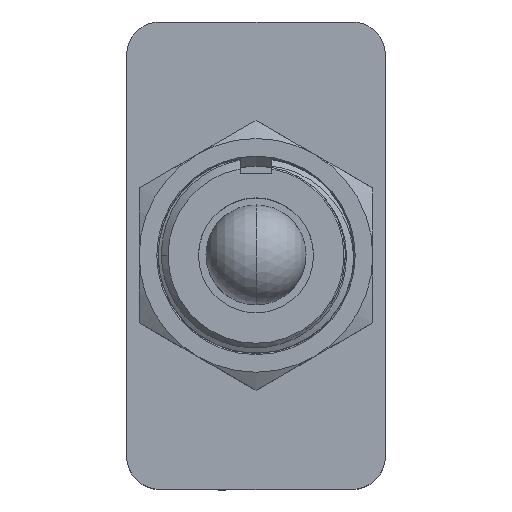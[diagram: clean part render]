
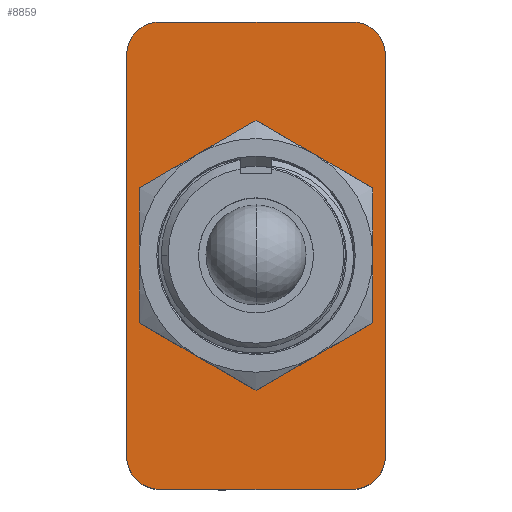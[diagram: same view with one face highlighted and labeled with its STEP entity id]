
A CAD part, top view. The second image highlights one B-rep face of the part: STEP entity #8859.
In plain terms, the highlighted planar face has unit normal (0, 0, 1).
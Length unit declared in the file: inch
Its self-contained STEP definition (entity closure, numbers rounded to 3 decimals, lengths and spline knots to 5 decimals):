
#98 = DIRECTION ( 'NONE',  ( -1., 0., 0. ) ) ;
#440 = ORIENTED_EDGE ( 'NONE', *, *, #7574, .F. ) ;
#580 = ORIENTED_EDGE ( 'NONE', *, *, #2746, .F. ) ;
#849 = AXIS2_PLACEMENT_3D ( 'NONE', #7243, #23250, #22958 ) ;
#1468 = CARTESIAN_POINT ( 'NONE',  ( 0.23126, -0.84636, 0.28636 ) ) ;
#1502 = VECTOR ( 'NONE', #25177, 39.37008 ) ;
#1529 = EDGE_CURVE ( 'NONE', #3074, #10459, #17835, .T. ) ;
#2320 = ORIENTED_EDGE ( 'NONE', *, *, #7859, .F. ) ;
#2561 = DIRECTION ( 'NONE',  ( 0., 0., 1. ) ) ;
#2746 = EDGE_CURVE ( 'NONE', #4226, #25713, #21682, .T. ) ;
#2848 = CARTESIAN_POINT ( 'NONE',  ( -0.31, 0.1949, 0.28636 ) ) ;
#2993 = EDGE_CURVE ( 'NONE', #25713, #6953, #7576, .T. ) ;
#3057 = AXIS2_PLACEMENT_3D ( 'NONE', #7080, #18175, #6279 ) ;
#3074 = VERTEX_POINT ( 'NONE', #2848 ) ;
#3336 = CARTESIAN_POINT ( 'NONE',  ( 0.31, -0.76762, 0.28636 ) ) ;
#4226 = VERTEX_POINT ( 'NONE', #22355 ) ;
#4404 = EDGE_CURVE ( 'NONE', #6953, #5077, #14257, .T. ) ;
#4504 = AXIS2_PLACEMENT_3D ( 'NONE', #20404, #2561, #9285 ) ;
#5077 = VERTEX_POINT ( 'NONE', #1468 ) ;
#6279 = DIRECTION ( 'NONE',  ( -1., 0., 0. ) ) ;
#6739 = LINE ( 'NONE', #27776, #22560 ) ;
#6820 = DIRECTION ( 'NONE',  ( 0., 0., -1. ) ) ;
#6843 = LINE ( 'NONE', #27859, #15650 ) ;
#6953 = VERTEX_POINT ( 'NONE', #3336 ) ;
#7080 = CARTESIAN_POINT ( 'NONE',  ( 0.23126, -0.76762, 0.28636 ) ) ;
#7243 = CARTESIAN_POINT ( 'NONE',  ( 0., -0.28636, 0.28636 ) ) ;
#7293 = ORIENTED_EDGE ( 'NONE', *, *, #1529, .F. ) ;
#7393 = CIRCLE ( 'NONE', #849, 0.23438 ) ;
#7574 = EDGE_CURVE ( 'NONE', #12253, #16737, #16351, .T. ) ;
#7576 = LINE ( 'NONE', #18888, #22715 ) ;
#7859 = EDGE_CURVE ( 'NONE', #10459, #4226, #20200, .T. ) ;
#8859 = ADVANCED_FACE ( 'NONE', ( #23379, #18110 ), #22758, .T. ) ;
#9285 = DIRECTION ( 'NONE',  ( 1., 0., 0. ) ) ;
#9442 = CARTESIAN_POINT ( 'NONE',  ( 0.23126, 0.27364, 0.28636 ) ) ;
#9586 = AXIS2_PLACEMENT_3D ( 'NONE', #24526, #6820, #29069 ) ;
#9780 = ORIENTED_EDGE ( 'NONE', *, *, #18079, .F. ) ;
#10053 = CARTESIAN_POINT ( 'NONE',  ( -0.31, -0.76762, 0.28636 ) ) ;
#10459 = VERTEX_POINT ( 'NONE', #27377 ) ;
#10758 = EDGE_CURVE ( 'NONE', #5077, #12253, #6843, .T. ) ;
#11347 = DIRECTION ( 'NONE',  ( 0., 0., -1. ) ) ;
#11498 = VERTEX_POINT ( 'NONE', #25789 ) ;
#11921 = DIRECTION ( 'NONE',  ( 0., -1., 0. ) ) ;
#12253 = VERTEX_POINT ( 'NONE', #15967 ) ;
#12438 = DIRECTION ( 'NONE',  ( 0., 0., -1. ) ) ;
#13464 = EDGE_LOOP ( 'NONE', ( #23563, #21433 ) ) ;
#13829 = AXIS2_PLACEMENT_3D ( 'NONE', #22580, #18330, #18138 ) ;
#14257 = CIRCLE ( 'NONE', #3057, 0.07874 ) ;
#14317 = CARTESIAN_POINT ( 'NONE',  ( -0.23126, 0.1949, 0.28636 ) ) ;
#15650 = VECTOR ( 'NONE', #20883, 39.37008 ) ;
#15967 = CARTESIAN_POINT ( 'NONE',  ( -0.23126, -0.84636, 0.28636 ) ) ;
#16141 = ORIENTED_EDGE ( 'NONE', *, *, #10758, .F. ) ;
#16351 = CIRCLE ( 'NONE', #9586, 0.07874 ) ;
#16665 = CIRCLE ( 'NONE', #28510, 0.23438 ) ;
#16737 = VERTEX_POINT ( 'NONE', #10053 ) ;
#17545 = EDGE_LOOP ( 'NONE', ( #580, #2320, #7293, #9780, #440, #16141, #21101, #27711 ) ) ;
#17835 = CIRCLE ( 'NONE', #22868, 0.07874 ) ;
#18079 = EDGE_CURVE ( 'NONE', #16737, #3074, #6739, .T. ) ;
#18110 = FACE_OUTER_BOUND ( 'NONE', #17545, .T. ) ;
#18138 = DIRECTION ( 'NONE',  ( 1., 0., 0. ) ) ;
#18175 = DIRECTION ( 'NONE',  ( 0., 0., -1. ) ) ;
#18330 = DIRECTION ( 'NONE',  ( 0., 0., -1. ) ) ;
#18888 = CARTESIAN_POINT ( 'NONE',  ( 0.31, 0.1949, 0.28636 ) ) ;
#19217 = DIRECTION ( 'NONE',  ( -1., 0., 0. ) ) ;
#20009 = EDGE_CURVE ( 'NONE', #11498, #28330, #7393, .T. ) ;
#20200 = LINE ( 'NONE', #9442, #1502 ) ;
#20303 = CARTESIAN_POINT ( 'NONE',  ( 0., -0.28636, 0.28636 ) ) ;
#20404 = CARTESIAN_POINT ( 'NONE',  ( 0.23126, 0.1949, 0.28636 ) ) ;
#20883 = DIRECTION ( 'NONE',  ( -1., 0., 0. ) ) ;
#21101 = ORIENTED_EDGE ( 'NONE', *, *, #4404, .F. ) ;
#21433 = ORIENTED_EDGE ( 'NONE', *, *, #20009, .T. ) ;
#21682 = CIRCLE ( 'NONE', #13829, 0.07874 ) ;
#22355 = CARTESIAN_POINT ( 'NONE',  ( 0.23126, 0.27364, 0.28636 ) ) ;
#22560 = VECTOR ( 'NONE', #27675, 39.37008 ) ;
#22580 = CARTESIAN_POINT ( 'NONE',  ( 0.23126, 0.1949, 0.28636 ) ) ;
#22715 = VECTOR ( 'NONE', #11921, 39.37008 ) ;
#22758 = PLANE ( 'NONE',  #4504 ) ;
#22868 = AXIS2_PLACEMENT_3D ( 'NONE', #14317, #12438, #19217 ) ;
#22958 = DIRECTION ( 'NONE',  ( -1., 0., 0. ) ) ;
#23250 = DIRECTION ( 'NONE',  ( 0., 0., -1. ) ) ;
#23379 = FACE_BOUND ( 'NONE', #13464, .T. ) ;
#23563 = ORIENTED_EDGE ( 'NONE', *, *, #29271, .T. ) ;
#24526 = CARTESIAN_POINT ( 'NONE',  ( -0.23126, -0.76762, 0.28636 ) ) ;
#25177 = DIRECTION ( 'NONE',  ( 1., 0., 0. ) ) ;
#25713 = VERTEX_POINT ( 'NONE', #27041 ) ;
#25789 = CARTESIAN_POINT ( 'NONE',  ( -0.23437, -0.28636, 0.28636 ) ) ;
#27041 = CARTESIAN_POINT ( 'NONE',  ( 0.31, 0.1949, 0.28636 ) ) ;
#27377 = CARTESIAN_POINT ( 'NONE',  ( -0.23126, 0.27364, 0.28636 ) ) ;
#27652 = CARTESIAN_POINT ( 'NONE',  ( 0.23438, -0.28636, 0.28636 ) ) ;
#27675 = DIRECTION ( 'NONE',  ( 0., 1., 0. ) ) ;
#27711 = ORIENTED_EDGE ( 'NONE', *, *, #2993, .F. ) ;
#27776 = CARTESIAN_POINT ( 'NONE',  ( -0.31, 0.1949, 0.28636 ) ) ;
#27859 = CARTESIAN_POINT ( 'NONE',  ( 0.23126, -0.84636, 0.28636 ) ) ;
#28330 = VERTEX_POINT ( 'NONE', #27652 ) ;
#28510 = AXIS2_PLACEMENT_3D ( 'NONE', #20303, #11347, #98 ) ;
#29069 = DIRECTION ( 'NONE',  ( -1., 0., 0. ) ) ;
#29271 = EDGE_CURVE ( 'NONE', #28330, #11498, #16665, .T. ) ;
